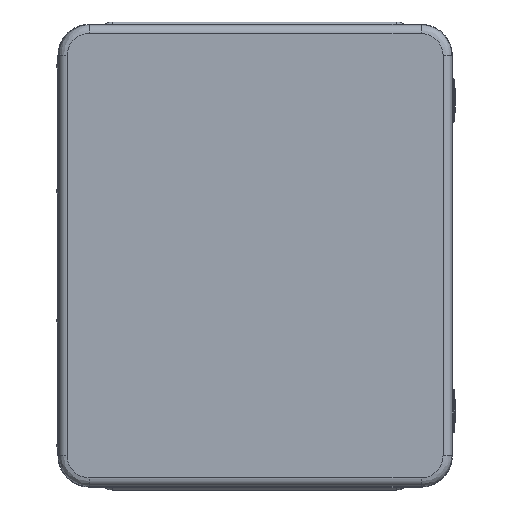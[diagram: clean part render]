
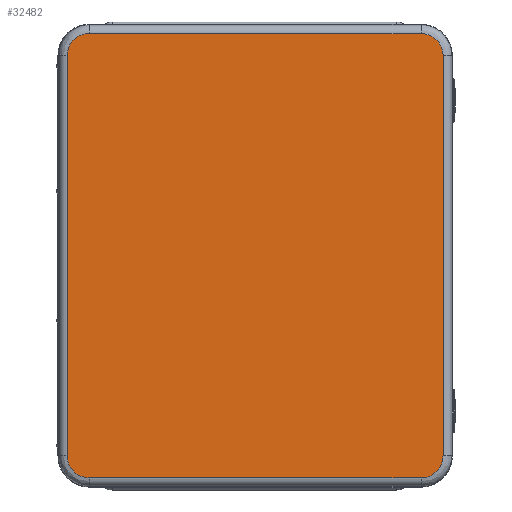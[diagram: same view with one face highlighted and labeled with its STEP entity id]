
A CAD part, top view. The second image highlights one B-rep face of the part: STEP entity #32482.
In plain terms, the highlighted planar face has unit normal (0, 0, 1).
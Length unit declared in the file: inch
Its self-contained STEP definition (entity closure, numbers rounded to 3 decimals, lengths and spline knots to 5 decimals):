
#2183 = CARTESIAN_POINT ( 'NONE',  ( 5.2029, -6.4365, 0.2306 ) ) ;
#3037 = CARTESIAN_POINT ( 'NONE',  ( -5.42604, 5.799, 0.2306 ) ) ;
#4232 = CARTESIAN_POINT ( 'NONE',  ( 5.46696, -5.799, 0.2306 ) ) ;
#4519 = CARTESIAN_POINT ( 'NONE',  ( 4.82946, 6.4365, 0.2306 ) ) ;
#4623 = EDGE_CURVE ( 'NONE', #48333, #40611, #49949, .T. ) ;
#5588 = CARTESIAN_POINT ( 'NONE',  ( -5.42604, 5.799, 0.2306 ) ) ;
#6133 = VECTOR ( 'NONE', #49840, 39.37008 ) ;
#6208 = DIRECTION ( 'NONE',  ( 0., 1., 0. ) ) ;
#7477 = VECTOR ( 'NONE', #6208, 39.37008 ) ;
#8599 = LINE ( 'NONE', #9212, #6133 ) ;
#8813 = ORIENTED_EDGE ( 'NONE', *, *, #20441, .F. ) ;
#8939 = VERTEX_POINT ( 'NONE', #23358 ) ;
#9163 = LINE ( 'NONE', #48936, #12358 ) ;
#9180 = CARTESIAN_POINT ( 'NONE',  ( 4.82946, -6.4365, 0.2306 ) ) ;
#9212 = CARTESIAN_POINT ( 'NONE',  ( -2.38404, 6.4365, 0.2306 ) ) ;
#10037 = CARTESIAN_POINT ( 'NONE',  ( 5.46696, -6.17244, 0.2306 ) ) ;
#10303 = DIRECTION ( 'NONE',  ( 1., 0., 0. ) ) ;
#10367 = ORIENTED_EDGE ( 'NONE', *, *, #4623, .F. ) ;
#10925 = ORIENTED_EDGE ( 'NONE', *, *, #21905, .F. ) ;
#12328 = EDGE_CURVE ( 'NONE', #29785, #20280, #50008, .T. ) ;
#12358 = VECTOR ( 'NONE', #33393, 39.37008 ) ;
#12395 = CARTESIAN_POINT ( 'NONE',  ( -4.78854, -6.4365, 0.2306 ) ) ;
#12569 = CARTESIAN_POINT ( 'NONE',  ( -5.42604, -5.799, 0.2306 ) ) ;
#13304 = EDGE_CURVE ( 'NONE', #20280, #48333, #44222, .T. ) ;
#14359 = DIRECTION ( 'NONE',  ( 0., 0., 1. ) ) ;
#15332 = VERTEX_POINT ( 'NONE', #39168 ) ;
#15631 = DIRECTION ( 'NONE',  ( 0., -1., 0. ) ) ;
#18767 = LINE ( 'NONE', #34087, #7477 ) ;
#19117 = CARTESIAN_POINT ( 'NONE',  ( -5.42604, 6.17244, 0.2306 ) ) ;
#20196 =( BOUNDED_CURVE ( )  B_SPLINE_CURVE ( 3, ( #12395, #40249, #48613, #12569 ),
 .UNSPECIFIED., .F., .F. ) 
 B_SPLINE_CURVE_WITH_KNOTS ( ( 4, 4 ),
 ( 0., 1. ),
 .UNSPECIFIED. ) 
 CURVE ( )  GEOMETRIC_REPRESENTATION_ITEM ( )  RATIONAL_B_SPLINE_CURVE ( ( 1., 0.805, 0.805, 1. ) ) 
 REPRESENTATION_ITEM ( '' )  );
#20280 = VERTEX_POINT ( 'NONE', #25092 ) ;
#20441 = EDGE_CURVE ( 'NONE', #44151, #29785, #8599, .T. ) ;
#20908 = AXIS2_PLACEMENT_3D ( 'NONE', #50044, #14359, #10303 ) ;
#21269 = ORIENTED_EDGE ( 'NONE', *, *, #41752, .F. ) ;
#21722 = PLANE ( 'NONE',  #20908 ) ;
#21905 = EDGE_CURVE ( 'NONE', #8939, #15332, #20196, .T. ) ;
#23129 = CARTESIAN_POINT ( 'NONE',  ( -4.78854, 6.4365, 0.2306 ) ) ;
#23358 = CARTESIAN_POINT ( 'NONE',  ( -4.78854, -6.4365, 0.2306 ) ) ;
#24772 = CARTESIAN_POINT ( 'NONE',  ( 5.46696, 6.17244, 0.2306 ) ) ;
#24859 = ORIENTED_EDGE ( 'NONE', *, *, #25522, .F. ) ;
#25092 = CARTESIAN_POINT ( 'NONE',  ( 5.46696, 5.799, 0.2306 ) ) ;
#25190 = VERTEX_POINT ( 'NONE', #5588 ) ;
#25522 = EDGE_CURVE ( 'NONE', #40611, #8939, #9163, .T. ) ;
#27641 = EDGE_CURVE ( 'NONE', #25190, #44151, #29504, .T. ) ;
#29504 =( BOUNDED_CURVE ( )  B_SPLINE_CURVE ( 3, ( #3037, #19117, #46981, #23129 ),
 .UNSPECIFIED., .F., .F. ) 
 B_SPLINE_CURVE_WITH_KNOTS ( ( 4, 4 ),
 ( 0., 1. ),
 .UNSPECIFIED. ) 
 CURVE ( )  GEOMETRIC_REPRESENTATION_ITEM ( )  RATIONAL_B_SPLINE_CURVE ( ( 1., 0.805, 0.805, 1. ) ) 
 REPRESENTATION_ITEM ( '' )  );
#29785 = VERTEX_POINT ( 'NONE', #41508 ) ;
#30456 = EDGE_LOOP ( 'NONE', ( #44577, #34024, #8813, #39384, #21269, #10925, #24859, #10367 ) ) ;
#32429 = CARTESIAN_POINT ( 'NONE',  ( 5.46696, 5.799, 0.2306 ) ) ;
#32482 = ADVANCED_FACE ( 'NONE', ( #49283 ), #21722, .T. ) ;
#33393 = DIRECTION ( 'NONE',  ( -1., 0., 0. ) ) ;
#33617 = VECTOR ( 'NONE', #15631, 39.37008 ) ;
#34024 = ORIENTED_EDGE ( 'NONE', *, *, #12328, .F. ) ;
#34087 = CARTESIAN_POINT ( 'NONE',  ( -5.42604, -2.8995, 0.2306 ) ) ;
#34396 = CARTESIAN_POINT ( 'NONE',  ( 5.46696, -5.799, 0.2306 ) ) ;
#39168 = CARTESIAN_POINT ( 'NONE',  ( -5.42604, -5.799, 0.2306 ) ) ;
#39384 = ORIENTED_EDGE ( 'NONE', *, *, #27641, .F. ) ;
#40249 = CARTESIAN_POINT ( 'NONE',  ( -5.16198, -6.4365, 0.2306 ) ) ;
#40611 = VERTEX_POINT ( 'NONE', #9180 ) ;
#40965 = CARTESIAN_POINT ( 'NONE',  ( 5.2029, 6.4365, 0.2306 ) ) ;
#41257 = CARTESIAN_POINT ( 'NONE',  ( -4.78854, 6.4365, 0.2306 ) ) ;
#41508 = CARTESIAN_POINT ( 'NONE',  ( 4.82946, 6.4365, 0.2306 ) ) ;
#41752 = EDGE_CURVE ( 'NONE', #15332, #25190, #18767, .T. ) ;
#43640 = CARTESIAN_POINT ( 'NONE',  ( 5.46696, 2.8995, 0.2306 ) ) ;
#44151 = VERTEX_POINT ( 'NONE', #41257 ) ;
#44222 = LINE ( 'NONE', #43640, #33617 ) ;
#44577 = ORIENTED_EDGE ( 'NONE', *, *, #13304, .F. ) ;
#46456 = CARTESIAN_POINT ( 'NONE',  ( 4.82946, -6.4365, 0.2306 ) ) ;
#46981 = CARTESIAN_POINT ( 'NONE',  ( -5.16198, 6.4365, 0.2306 ) ) ;
#48333 = VERTEX_POINT ( 'NONE', #4232 ) ;
#48613 = CARTESIAN_POINT ( 'NONE',  ( -5.42604, -6.17244, 0.2306 ) ) ;
#48936 = CARTESIAN_POINT ( 'NONE',  ( 2.42496, -6.4365, 0.2306 ) ) ;
#49283 = FACE_OUTER_BOUND ( 'NONE', #30456, .T. ) ;
#49840 = DIRECTION ( 'NONE',  ( 1., 0., 0. ) ) ;
#49949 =( BOUNDED_CURVE ( )  B_SPLINE_CURVE ( 3, ( #34396, #10037, #2183, #46456 ),
 .UNSPECIFIED., .F., .F. ) 
 B_SPLINE_CURVE_WITH_KNOTS ( ( 4, 4 ),
 ( 0., 1. ),
 .UNSPECIFIED. ) 
 CURVE ( )  GEOMETRIC_REPRESENTATION_ITEM ( )  RATIONAL_B_SPLINE_CURVE ( ( 1., 0.805, 0.805, 1. ) ) 
 REPRESENTATION_ITEM ( '' )  );
#50008 =( BOUNDED_CURVE ( )  B_SPLINE_CURVE ( 3, ( #4519, #40965, #24772, #32429 ),
 .UNSPECIFIED., .F., .F. ) 
 B_SPLINE_CURVE_WITH_KNOTS ( ( 4, 4 ),
 ( 0., 1. ),
 .UNSPECIFIED. ) 
 CURVE ( )  GEOMETRIC_REPRESENTATION_ITEM ( )  RATIONAL_B_SPLINE_CURVE ( ( 1., 0.805, 0.805, 1. ) ) 
 REPRESENTATION_ITEM ( '' )  );
#50044 = CARTESIAN_POINT ( 'NONE',  ( 0.02046, 0., 0.2306 ) ) ;
